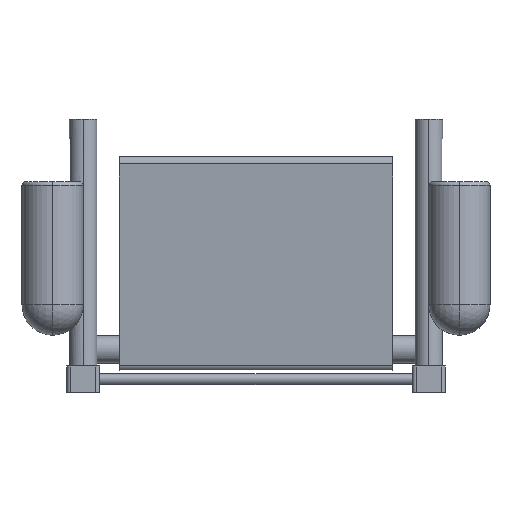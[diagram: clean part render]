
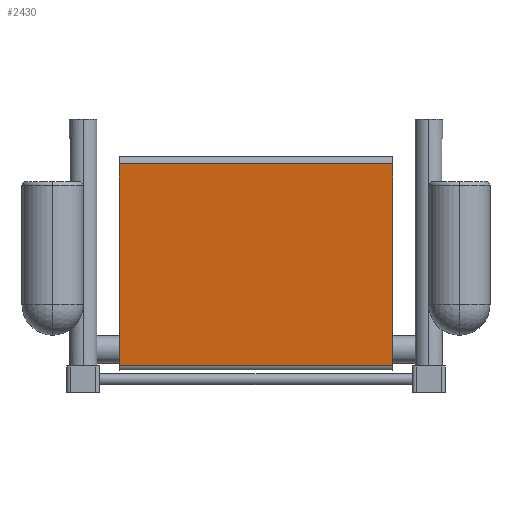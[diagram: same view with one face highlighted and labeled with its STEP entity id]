
A CAD part, left-side view. The second image highlights one B-rep face of the part: STEP entity #2430.
In plain terms, the highlighted planar face has unit normal (-0.997, 0, -0.083).
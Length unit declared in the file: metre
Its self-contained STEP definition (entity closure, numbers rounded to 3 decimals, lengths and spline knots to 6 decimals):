
#298 = ORIENTED_EDGE ( 'NONE', *, *, #3926, .T. ) ;
#502 = VECTOR ( 'NONE', #2470, 1. ) ;
#624 = VECTOR ( 'NONE', #4514, 1. ) ;
#668 = VECTOR ( 'NONE', #2240, 1. ) ;
#680 = ORIENTED_EDGE ( 'NONE', *, *, #1722, .F. ) ;
#684 = EDGE_LOOP ( 'NONE', ( #298, #1575, #680, #2031 ) ) ;
#928 = CARTESIAN_POINT ( 'NONE',  ( -0.061712, -0.38, 0.098334 ) ) ;
#1115 = FACE_OUTER_BOUND ( 'NONE', #684, .T. ) ;
#1141 = CARTESIAN_POINT ( 'NONE',  ( -0.061712, -0.38, 0.098334 ) ) ;
#1378 = CARTESIAN_POINT ( 'NONE',  ( -0.061712, -0.38, 0.098334 ) ) ;
#1575 = ORIENTED_EDGE ( 'NONE', *, *, #3857, .F. ) ;
#1695 = LINE ( 'NONE', #1378, #668 ) ;
#1722 = EDGE_CURVE ( 'NONE', #2999, #3338, #2783, .T. ) ;
#1774 = DIRECTION ( 'NONE',  ( -0.083, 0., 0.997 ) ) ;
#1896 = EDGE_CURVE ( 'NONE', #2999, #2872, #4420, .T. ) ;
#2031 = ORIENTED_EDGE ( 'NONE', *, *, #1896, .T. ) ;
#2122 = CARTESIAN_POINT ( 'NONE',  ( -0.014948, -0.38, -0.461249 ) ) ;
#2193 = DIRECTION ( 'NONE',  ( -0.997, 0., -0.083 ) ) ;
#2240 = DIRECTION ( 'NONE',  ( 0., 1., 0. ) ) ;
#2430 = ADVANCED_FACE ( 'NONE', ( #1115 ), #4371, .T. ) ;
#2470 = DIRECTION ( 'NONE',  ( 0., 1., 0. ) ) ;
#2535 = VECTOR ( 'NONE', #3506, 1. ) ;
#2566 = AXIS2_PLACEMENT_3D ( 'NONE', #1141, #2193, #1774 ) ;
#2693 = CARTESIAN_POINT ( 'NONE',  ( -0.061712, -0.38, 0.098334 ) ) ;
#2783 = LINE ( 'NONE', #2122, #502 ) ;
#2824 = VERTEX_POINT ( 'NONE', #2899 ) ;
#2872 = VERTEX_POINT ( 'NONE', #928 ) ;
#2899 = CARTESIAN_POINT ( 'NONE',  ( -0.061712, 0.38, 0.098334 ) ) ;
#2999 = VERTEX_POINT ( 'NONE', #3856 ) ;
#3338 = VERTEX_POINT ( 'NONE', #4397 ) ;
#3506 = DIRECTION ( 'NONE',  ( -0.083, 0., 0.997 ) ) ;
#3542 = CARTESIAN_POINT ( 'NONE',  ( -0.061712, 0.38, 0.098334 ) ) ;
#3856 = CARTESIAN_POINT ( 'NONE',  ( -0.014948, -0.38, -0.461249 ) ) ;
#3857 = EDGE_CURVE ( 'NONE', #3338, #2824, #4362, .T. ) ;
#3926 = EDGE_CURVE ( 'NONE', #2872, #2824, #1695, .T. ) ;
#4362 = LINE ( 'NONE', #3542, #2535 ) ;
#4371 = PLANE ( 'NONE',  #2566 ) ;
#4397 = CARTESIAN_POINT ( 'NONE',  ( -0.014948, 0.38, -0.461249 ) ) ;
#4420 = LINE ( 'NONE', #2693, #624 ) ;
#4514 = DIRECTION ( 'NONE',  ( -0.083, 0., 0.997 ) ) ;
